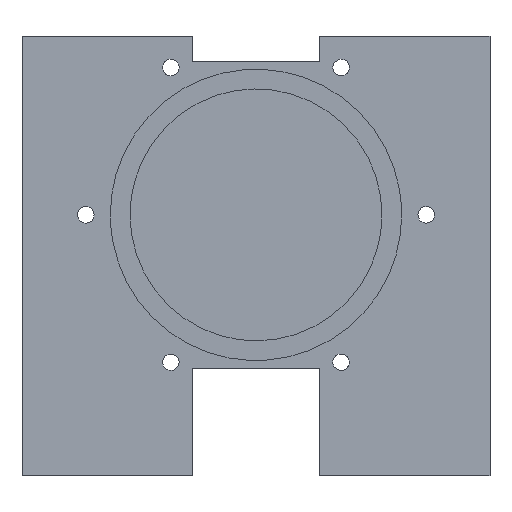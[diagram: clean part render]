
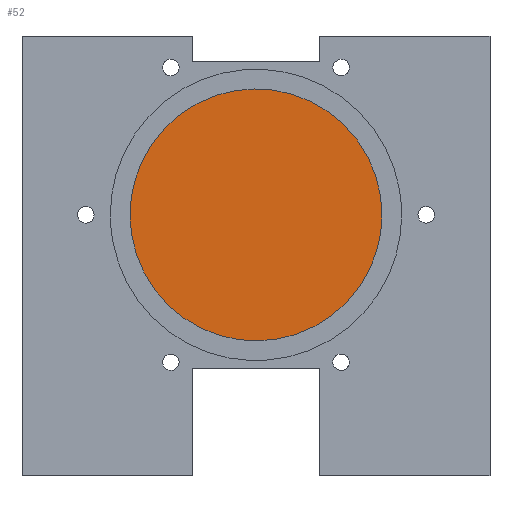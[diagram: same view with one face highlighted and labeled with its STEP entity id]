
A CAD part, front view. The second image highlights one B-rep face of the part: STEP entity #52.
In plain terms, the highlighted planar face has unit normal (0, -1, 0).
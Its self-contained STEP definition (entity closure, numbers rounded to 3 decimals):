
#52=ADVANCED_FACE('',(#84),#562,.T.);
#84=FACE_OUTER_BOUND('',#130,.T.);
#130=EDGE_LOOP('',(#273,#274));
#273=ORIENTED_EDGE('',*,*,#364,.T.);
#274=ORIENTED_EDGE('',*,*,#389,.T.);
#364=EDGE_CURVE('',#514,#529,#412,.T.);
#389=EDGE_CURVE('',#529,#514,#437,.T.);
#412=(
BOUNDED_CURVE()
B_SPLINE_CURVE(2,(#1033,#1034,#1035,#1036,#1037),.UNSPECIFIED.,.F.,.F.)
B_SPLINE_CURVE_WITH_KNOTS((3,2,3),(0.,69.9,139.801),
 .UNSPECIFIED.)
CURVE()
GEOMETRIC_REPRESENTATION_ITEM()
RATIONAL_B_SPLINE_CURVE((1.,0.707,1.,0.707,1.))
REPRESENTATION_ITEM('')
);
#437=(
BOUNDED_CURVE()
B_SPLINE_CURVE(2,(#1139,#1140,#1141,#1142,#1143),.UNSPECIFIED.,.F.,.F.)
B_SPLINE_CURVE_WITH_KNOTS((3,2,3),(139.801,209.701,279.602),
 .UNSPECIFIED.)
CURVE()
GEOMETRIC_REPRESENTATION_ITEM()
RATIONAL_B_SPLINE_CURVE((1.,0.707,1.,0.707,1.))
REPRESENTATION_ITEM('')
);
#514=VERTEX_POINT('',#852);
#529=VERTEX_POINT('',#867);
#562=PLANE('',#598);
#598=AXIS2_PLACEMENT_3D('',#724,#617,$);
#617=DIRECTION('',(0.,-1.,0.));
#724=CARTESIAN_POINT('',(-55.81,0.,155.));
#852=CARTESIAN_POINT('',(71.09,0.,92.));
#867=CARTESIAN_POINT('',(-17.71,0.,92.));
#1033=CARTESIAN_POINT('',(71.09,0.,92.));
#1034=CARTESIAN_POINT('',(71.09,0.,136.4));
#1035=CARTESIAN_POINT('',(26.69,0.,136.4));
#1036=CARTESIAN_POINT('',(-17.71,0.,136.4));
#1037=CARTESIAN_POINT('',(-17.71,0.,92.));
#1139=CARTESIAN_POINT('',(-17.71,0.,92.));
#1140=CARTESIAN_POINT('',(-17.71,0.,47.6));
#1141=CARTESIAN_POINT('',(26.69,0.,47.6));
#1142=CARTESIAN_POINT('',(71.09,0.,47.6));
#1143=CARTESIAN_POINT('',(71.09,0.,92.));
